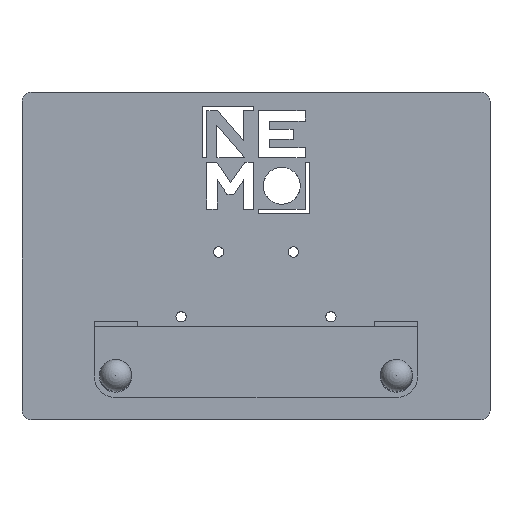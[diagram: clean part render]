
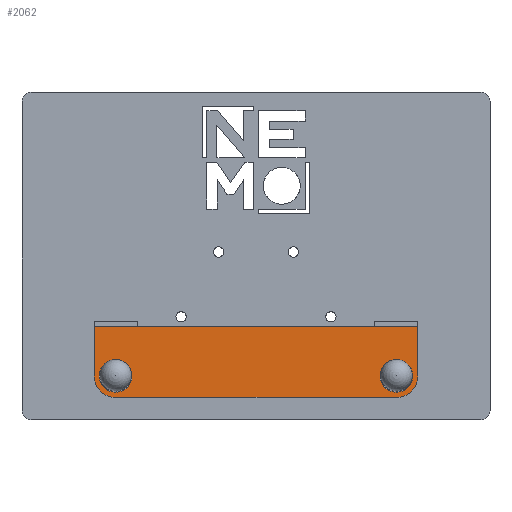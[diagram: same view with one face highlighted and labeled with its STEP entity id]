
A CAD part, top view. The second image highlights one B-rep face of the part: STEP entity #2062.
In plain terms, the highlighted planar face has unit normal (0, 0, 1).
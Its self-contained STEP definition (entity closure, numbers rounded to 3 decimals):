
#103=FACE_BOUND('',#437,.T.);
#104=FACE_BOUND('',#438,.T.);
#179=PLANE('',#2300);
#290=FACE_OUTER_BOUND('',#436,.T.);
#436=EDGE_LOOP('',(#1917,#1918,#1919,#1920,#1921,#1922));
#437=EDGE_LOOP('',(#1923));
#438=EDGE_LOOP('',(#1924));
#633=LINE('',#3584,#841);
#637=LINE('',#3592,#845);
#641=LINE('',#3604,#849);
#645=LINE('',#3615,#853);
#841=VECTOR('',#2835,10.);
#845=VECTOR('',#2841,10.);
#849=VECTOR('',#2853,10.);
#853=VECTOR('',#2865,10.);
#912=CIRCLE('',#2285,17.5);
#914=CIRCLE('',#2288,17.5);
#915=CIRCLE('',#2292,23.);
#917=CIRCLE('',#2296,23.);
#1088=VERTEX_POINT('',#3572);
#1090=VERTEX_POINT('',#3578);
#1091=VERTEX_POINT('',#3582);
#1092=VERTEX_POINT('',#3583);
#1095=VERTEX_POINT('',#3591);
#1097=VERTEX_POINT('',#3597);
#1099=VERTEX_POINT('',#3603);
#1101=VERTEX_POINT('',#3609);
#1355=EDGE_CURVE('',#1088,#1088,#912,.T.);
#1358=EDGE_CURVE('',#1090,#1090,#914,.T.);
#1359=EDGE_CURVE('',#1091,#1092,#633,.T.);
#1363=EDGE_CURVE('',#1092,#1095,#637,.T.);
#1366=EDGE_CURVE('',#1095,#1097,#915,.T.);
#1369=EDGE_CURVE('',#1097,#1099,#641,.T.);
#1372=EDGE_CURVE('',#1099,#1101,#917,.T.);
#1375=EDGE_CURVE('',#1101,#1091,#645,.T.);
#1917=ORIENTED_EDGE('',*,*,#1359,.F.);
#1918=ORIENTED_EDGE('',*,*,#1375,.F.);
#1919=ORIENTED_EDGE('',*,*,#1372,.F.);
#1920=ORIENTED_EDGE('',*,*,#1369,.F.);
#1921=ORIENTED_EDGE('',*,*,#1366,.F.);
#1922=ORIENTED_EDGE('',*,*,#1363,.F.);
#1923=ORIENTED_EDGE('',*,*,#1355,.T.);
#1924=ORIENTED_EDGE('',*,*,#1358,.T.);
#2062=ADVANCED_FACE('',(#290,#103,#104),#179,.T.);
#2285=AXIS2_PLACEMENT_3D('',#3574,#2824,#2825);
#2288=AXIS2_PLACEMENT_3D('',#3580,#2831,#2832);
#2292=AXIS2_PLACEMENT_3D('',#3598,#2846,#2847);
#2296=AXIS2_PLACEMENT_3D('',#3610,#2858,#2859);
#2300=AXIS2_PLACEMENT_3D('',#3618,#2869,#2870);
#2824=DIRECTION('center_axis',(0.,0.,-1.));
#2825=DIRECTION('ref_axis',(-1.,0.,0.));
#2831=DIRECTION('center_axis',(0.,0.,-1.));
#2832=DIRECTION('ref_axis',(-1.,0.,0.));
#2835=DIRECTION('',(1.,0.,0.));
#2841=DIRECTION('',(0.,-1.,0.));
#2846=DIRECTION('center_axis',(0.,0.,-1.));
#2847=DIRECTION('ref_axis',(0.,-1.,0.));
#2853=DIRECTION('',(-1.,0.,0.));
#2858=DIRECTION('center_axis',(0.,0.,-1.));
#2859=DIRECTION('ref_axis',(-1.,0.,0.));
#2865=DIRECTION('',(0.,1.,0.));
#2869=DIRECTION('center_axis',(0.,0.,1.));
#2870=DIRECTION('ref_axis',(1.,0.,0.));
#3572=CARTESIAN_POINT('',(167.5,-15.,4.));
#3574=CARTESIAN_POINT('Origin',(150.,-15.,4.));
#3578=CARTESIAN_POINT('',(-132.5,-15.,4.));
#3580=CARTESIAN_POINT('Origin',(-150.,-15.,4.));
#3582=CARTESIAN_POINT('',(-173.,38.,4.));
#3583=CARTESIAN_POINT('',(173.,38.,4.));
#3584=CARTESIAN_POINT('',(173.,38.,4.));
#3591=CARTESIAN_POINT('',(173.,-15.,4.));
#3592=CARTESIAN_POINT('',(173.,-15.,4.));
#3597=CARTESIAN_POINT('',(150.,-38.,4.));
#3598=CARTESIAN_POINT('Origin',(150.,-15.,4.));
#3603=CARTESIAN_POINT('',(-150.,-38.,4.));
#3604=CARTESIAN_POINT('',(-150.,-38.,4.));
#3609=CARTESIAN_POINT('',(-173.,-15.,4.));
#3610=CARTESIAN_POINT('Origin',(-150.,-15.,4.));
#3615=CARTESIAN_POINT('',(-173.,38.,4.));
#3618=CARTESIAN_POINT('Origin',(0.,1.029,4.));
